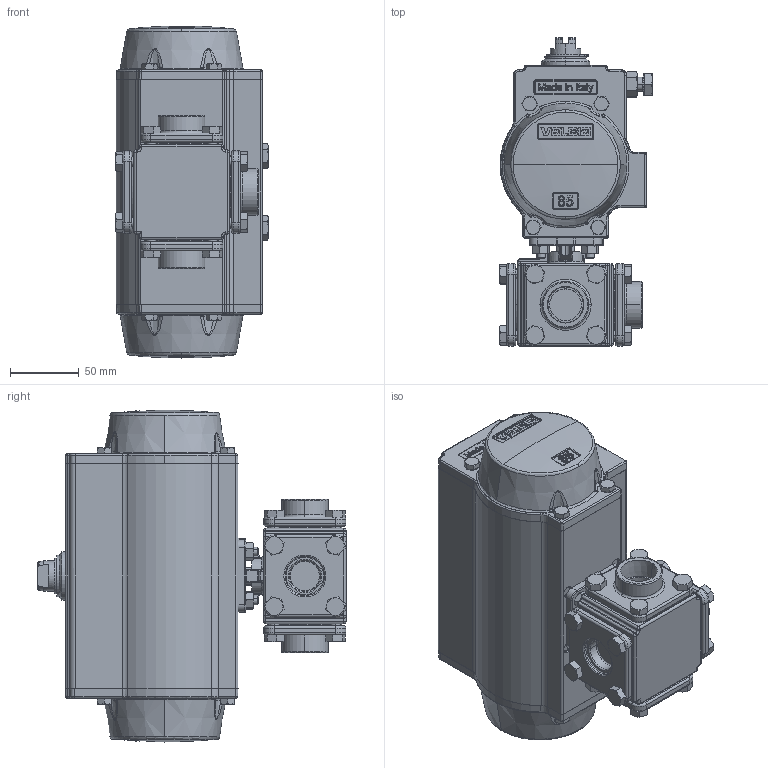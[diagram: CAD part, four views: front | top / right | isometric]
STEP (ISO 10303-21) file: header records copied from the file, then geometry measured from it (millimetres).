
FILE_DESCRIPTION (( 'STEP AP203' ), '1' );
FILE_NAME ('3W21-075-PT_UT-2.5.STEP', '2018-01-22T20:44:22', ( '' ), ( '' ), 'SwSTEP 2.0', 'SolidWorks 2014', '' );
FILE_SCHEMA (( 'CONFIG_CONTROL_DESIGN' ));
Length unit declared in the file: inch
Products named in the file (1): 3W21-075-PT_UT-2.5
Bounding box: 110.66 x 223.38 x 240.69 mm (x, y, z)
Volume: 2664726.2 mm3; surface area: 185962.8 mm2
Topology: 10 solids, 10 shells, 2309 faces, 5743 edges, 3512 vertices
Faces by surface type: plane 842, bspline 479, cylinder 434, cone 405, torus 99, sphere 50
Entity records: 94842 total; most frequent: CARTESIAN_POINT 43431, ORIENTED_EDGE 11382, DIRECTION 9766, EDGE_CURVE 5691, AXIS2_PLACEMENT_3D 3703, VERTEX_POINT 3512, EDGE_LOOP 2483, LINE 2360
